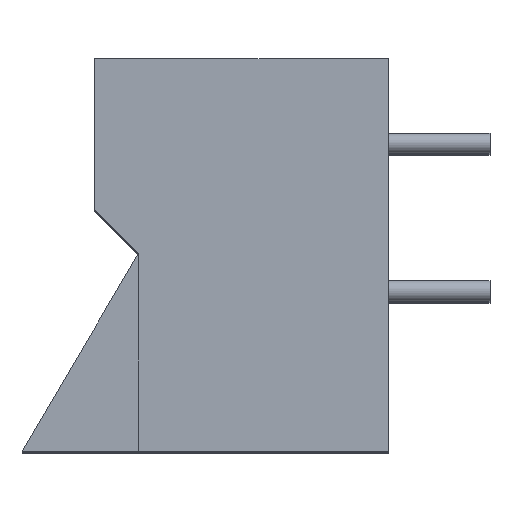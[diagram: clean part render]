
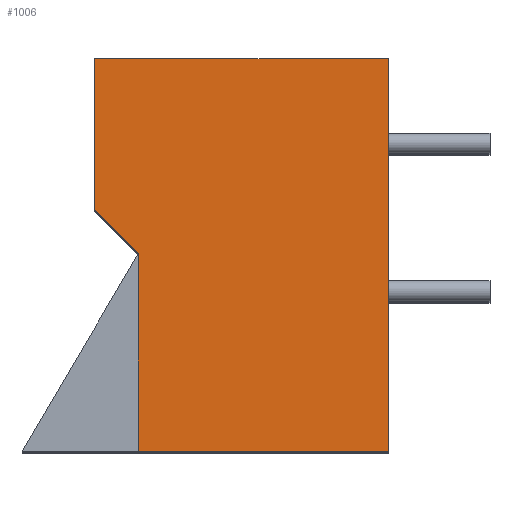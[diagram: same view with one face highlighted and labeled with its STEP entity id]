
A CAD part, top view. The second image highlights one B-rep face of the part: STEP entity #1006.
In plain terms, the highlighted planar face has unit normal (0, 0, 1).
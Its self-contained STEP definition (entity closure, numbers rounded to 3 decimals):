
#1006=ADVANCED_FACE('',(#1665),#1667,.T.);
#1665=FACE_BOUND('',#1666,.T.);
#1666=EDGE_LOOP('',(#2139,#2140,#2141,#2142,#2143,#2144));
#1667=PLANE('',#1668);
#1668=AXIS2_PLACEMENT_3D('',#1669,#1670,#1671);
#1669=CARTESIAN_POINT('',(0.,0.,0.));
#1670=DIRECTION('',(0.,0.,1.));
#1671=DIRECTION('',(1.,0.,0.));
#2139=ORIENTED_EDGE('',*,*,#2388,.T.);
#2140=ORIENTED_EDGE('',*,*,#2392,.T.);
#2141=ORIENTED_EDGE('',*,*,#2395,.T.);
#2142=ORIENTED_EDGE('',*,*,#2398,.T.);
#2143=ORIENTED_EDGE('',*,*,#2401,.T.);
#2144=ORIENTED_EDGE('',*,*,#2403,.T.);
#2388=EDGE_CURVE('',#2630,#2628,#2631,.T.);
#2392=EDGE_CURVE('',#2628,#2635,#2637,.T.);
#2395=EDGE_CURVE('',#2635,#2640,#2642,.T.);
#2398=EDGE_CURVE('',#2640,#2645,#2647,.T.);
#2401=EDGE_CURVE('',#2645,#2650,#2652,.T.);
#2403=EDGE_CURVE('',#2650,#2630,#2654,.T.);
#2628=VERTEX_POINT('',#3121);
#2630=VERTEX_POINT('',#3125);
#2631=LINE('',#3126,#3127);
#2635=VERTEX_POINT('',#3136);
#2637=LINE('',#3140,#3141);
#2640=VERTEX_POINT('',#3147);
#2642=LINE('',#3151,#3152);
#2645=VERTEX_POINT('',#3158);
#2647=LINE('',#3162,#3163);
#2650=VERTEX_POINT('',#3169);
#2652=LINE('',#3173,#3174);
#2654=LINE('',#3179,#3180);
#3121=CARTESIAN_POINT('',(10.1,0.,0.));
#3125=CARTESIAN_POINT('',(10.1,-13.513,0.));
#3126=CARTESIAN_POINT('',(10.1,-13.513,0.));
#3127=VECTOR('',#3128,1.);
#3128=DIRECTION('',(0.,1.,0.));
#3136=CARTESIAN_POINT('',(0.,0.,0.));
#3140=CARTESIAN_POINT('',(10.1,0.,0.));
#3141=VECTOR('',#3142,1.);
#3142=DIRECTION('',(-1.,0.,0.));
#3147=CARTESIAN_POINT('',(0.,-5.19,0.));
#3151=CARTESIAN_POINT('',(0.,0.,0.));
#3152=VECTOR('',#3153,1.);
#3153=DIRECTION('',(0.,-1.,0.));
#3158=CARTESIAN_POINT('',(1.5,-6.713,0.));
#3162=CARTESIAN_POINT('',(0.,-5.19,0.));
#3163=VECTOR('',#3164,1.);
#3164=DIRECTION('',(0.702,-0.712,0.));
#3169=CARTESIAN_POINT('',(1.5,-13.513,0.));
#3173=CARTESIAN_POINT('',(1.5,-6.713,0.));
#3174=VECTOR('',#3175,1.);
#3175=DIRECTION('',(0.,-1.,0.));
#3179=CARTESIAN_POINT('',(1.5,-13.513,0.));
#3180=VECTOR('',#3181,1.);
#3181=DIRECTION('',(1.,0.,0.));
